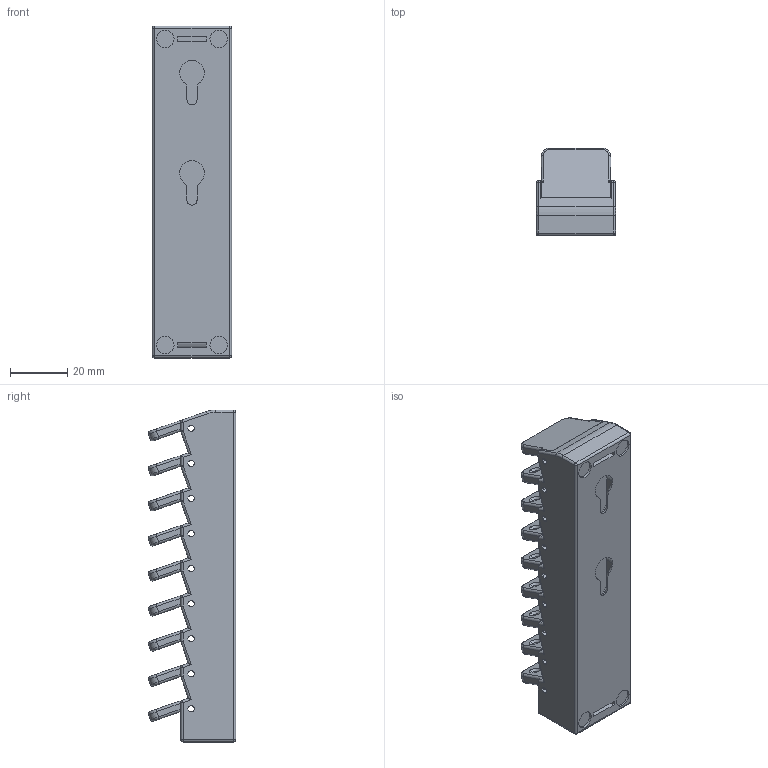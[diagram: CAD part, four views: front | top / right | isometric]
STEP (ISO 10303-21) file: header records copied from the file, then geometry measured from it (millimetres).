
FILE_DESCRIPTION (( 'STEP AP214' ), '1' );
FILE_NAME ('SV4 dock (8).STEP', '2025-02-27T02:25:04', ( '' ), ( '' ), 'MPSTEP 2.0', 'Macroplastics Offline CAD Suite', '' );
FILE_SCHEMA (( 'UwU' ));
Length unit declared in the file: millimetre
Products named in the file (1): SV4 dock (8)
Bounding box: 27.65 x 30.5 x 115.97 mm (x, y, z)
Volume: 43993.2 mm3; surface area: 39380.4 mm2
Topology: 3 solids, 3 shells, 1079 faces, 2939 edges, 1812 vertices
Faces by surface type: plane 537, cylinder 342, cone 68, bspline 56, torus 38, sphere 38
Entity records: 36147 total; most frequent: CARTESIAN_POINT 9010, ORIENTED_EDGE 5802, DIRECTION 5472, EDGE_CURVE 2901, VECTOR 1948, LINE 1948, VERTEX_POINT 1812, AXIS2_PLACEMENT_3D 1762
